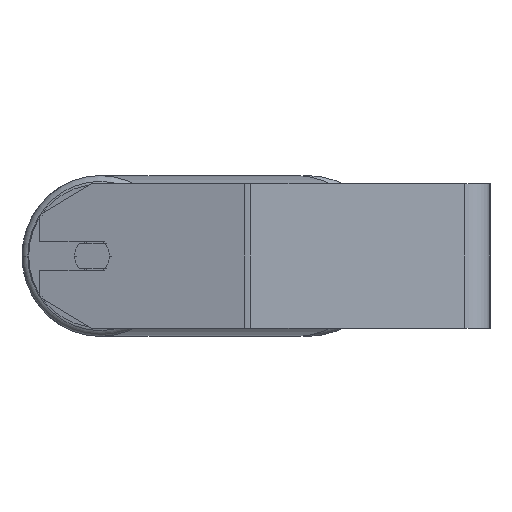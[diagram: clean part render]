
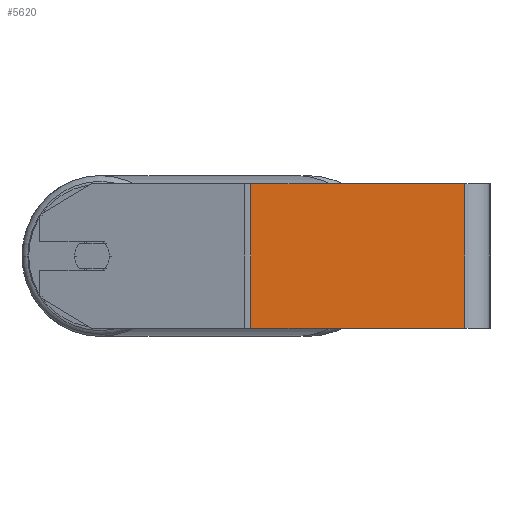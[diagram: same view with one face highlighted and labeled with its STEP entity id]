
A CAD part, left-side view. The second image highlights one B-rep face of the part: STEP entity #5620.
In plain terms, the highlighted planar face has unit normal (-1, 0, 0).
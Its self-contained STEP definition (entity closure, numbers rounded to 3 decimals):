
#26 = VERTEX_POINT ( 'NONE', #6320 ) ;
#98 = AXIS2_PLACEMENT_3D ( 'NONE', #2904, #240, #1461 ) ;
#150 = VECTOR ( 'NONE', #8376, 1000. ) ;
#240 = DIRECTION ( 'NONE',  ( 1., 0., 0. ) ) ;
#574 = CARTESIAN_POINT ( 'NONE',  ( -700., 134.244, 40. ) ) ;
#766 = VERTEX_POINT ( 'NONE', #2382 ) ;
#1461 = DIRECTION ( 'NONE',  ( 0., 0., -1. ) ) ;
#1516 = VECTOR ( 'NONE', #2693, 1000. ) ;
#1835 = VECTOR ( 'NONE', #2447, 1000. ) ;
#1934 = EDGE_CURVE ( 'NONE', #766, #3268, #4650, .T. ) ;
#1979 = EDGE_CURVE ( 'NONE', #8062, #766, #7449, .T. ) ;
#2382 = CARTESIAN_POINT ( 'NONE',  ( -700., 132.401, -40. ) ) ;
#2447 = DIRECTION ( 'NONE',  ( 0., 0., -1. ) ) ;
#2693 = DIRECTION ( 'NONE',  ( 0., -1., 0. ) ) ;
#2732 = CARTESIAN_POINT ( 'NONE',  ( -700., 132.401, 40. ) ) ;
#2904 = CARTESIAN_POINT ( 'NONE',  ( -700., 134.244, 40. ) ) ;
#3102 = CARTESIAN_POINT ( 'NONE',  ( -700., 14., 40. ) ) ;
#3268 = VERTEX_POINT ( 'NONE', #6224 ) ;
#3397 = DIRECTION ( 'NONE',  ( 0., 0., -1. ) ) ;
#3477 = VECTOR ( 'NONE', #3397, 1000. ) ;
#4542 = ORIENTED_EDGE ( 'NONE', *, *, #1934, .T. ) ;
#4650 = LINE ( 'NONE', #7365, #1516 ) ;
#4988 = LINE ( 'NONE', #574, #150 ) ;
#5011 = EDGE_CURVE ( 'NONE', #8062, #26, #4988, .T. ) ;
#5058 = EDGE_CURVE ( 'NONE', #26, #3268, #5864, .T. ) ;
#5062 = CARTESIAN_POINT ( 'NONE',  ( -700., 132.401, 40. ) ) ;
#5620 = ADVANCED_FACE ( 'NONE', ( #8392 ), #8292, .F. ) ;
#5861 = EDGE_LOOP ( 'NONE', ( #4542, #7720, #6743, #7571 ) ) ;
#5864 = LINE ( 'NONE', #3102, #1835 ) ;
#6224 = CARTESIAN_POINT ( 'NONE',  ( -700., 14., -40. ) ) ;
#6320 = CARTESIAN_POINT ( 'NONE',  ( -700., 14., 40. ) ) ;
#6743 = ORIENTED_EDGE ( 'NONE', *, *, #5011, .F. ) ;
#7365 = CARTESIAN_POINT ( 'NONE',  ( -700., 134.244, -40. ) ) ;
#7449 = LINE ( 'NONE', #2732, #3477 ) ;
#7571 = ORIENTED_EDGE ( 'NONE', *, *, #1979, .T. ) ;
#7720 = ORIENTED_EDGE ( 'NONE', *, *, #5058, .F. ) ;
#8062 = VERTEX_POINT ( 'NONE', #5062 ) ;
#8292 = PLANE ( 'NONE',  #98 ) ;
#8376 = DIRECTION ( 'NONE',  ( 0., -1., 0. ) ) ;
#8392 = FACE_OUTER_BOUND ( 'NONE', #5861, .T. ) ;
